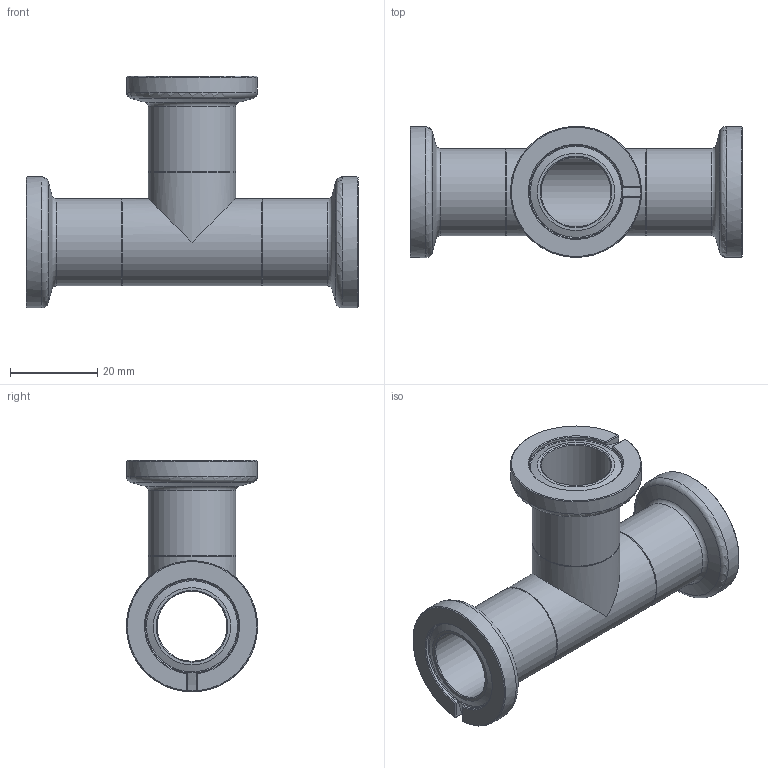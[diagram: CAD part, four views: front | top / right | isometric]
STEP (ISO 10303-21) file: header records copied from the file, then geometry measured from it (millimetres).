
FILE_DESCRIPTION(/* description */ (''),/* implementation_level */ '2;1');
FILE_NAME(/* name */ '33.016005.661.316',/* time_stamp */ '2019-03-07T08:57:31+01:00',/* author */ ('Murat Coskun Bicak'),/* organization */ ('Evac AG'),/* preprocessor_version */ 'ST-DEVELOPER v16.7',/* originating_system */ 'DEX',/* authorisation */ $);
FILE_SCHEMA (('AUTOMOTIVE_DESIGN {1 0 10303 214 3 1 1}'));
Length unit declared in the file: millimetre
Products named in the file (3): 33.016005.661.316; Rohr T DN16; 32.016005.631.316
Assembly tree (4 placements, depth 2):
  33.016005.661.316
    Rohr T DN16
    32.016005.631.316  x3
Bounding box: 76 x 30 x 52.98 mm (x, y, z)
Volume: 17574.7 mm3; surface area: 15102 mm2
Topology: 4 solids, 4 shells, 100 faces, 227 edges, 134 vertices
Faces by surface type: plane 48, cone 21, cylinder 19, torus 9, bspline 3
Full cylindrical faces by diameter (mm): 16 x5, 20 x5, 30 x3
Entity records: 1019 total; most frequent: CARTESIAN_POINT 189, DIRECTION 166, ORIENTED_EDGE 124, AXIS2_PLACEMENT_3D 73, EDGE_CURVE 62, EDGE_LOOP 60, FACE_BOUND 60, VERTEX_POINT 44
